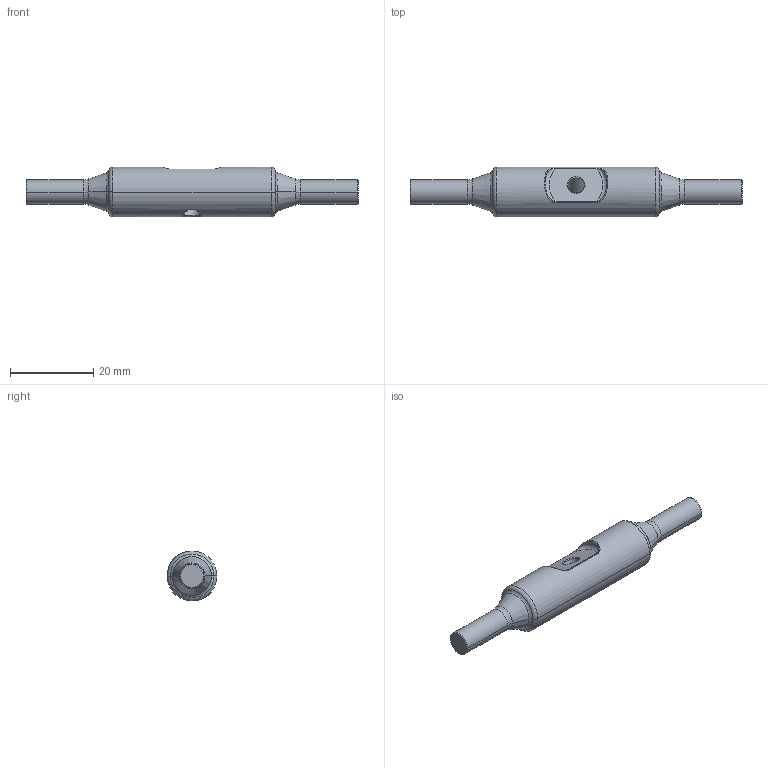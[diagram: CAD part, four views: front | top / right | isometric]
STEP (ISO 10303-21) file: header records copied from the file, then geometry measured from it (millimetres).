
FILE_DESCRIPTION(('CATIA V5 STEP Exchange'),'2;1');
FILE_NAME('AxeGli.stp','2019-06-18T07:41:00+00:00',('none'),('none'),'CATIA Version 5-6 Release 2015 SP4 HF8','CATIA V5 STEP AP203','none');
FILE_SCHEMA(('CONFIG_CONTROL_DESIGN'));
Length unit declared in the file: millimetre
Products named in the file (1): AxeGli
Bounding box: 80 x 12 x 12 mm (x, y, z)
Volume: 5522.5 mm3; surface area: 2507.3 mm2
Topology: 1 solids, 1 shells, 51 faces, 108 edges, 60 vertices
Faces by surface type: torus 20, cylinder 14, bspline 10, cone 4, plane 3
Entity records: 2102 total; most frequent: CARTESIAN_POINT 1101, ORIENTED_EDGE 216, DIRECTION 146, EDGE_CURVE 108, AXIS2_PLACEMENT_3D 96, CIRCLE 62, VERTEX_POINT 60, EDGE_LOOP 54
